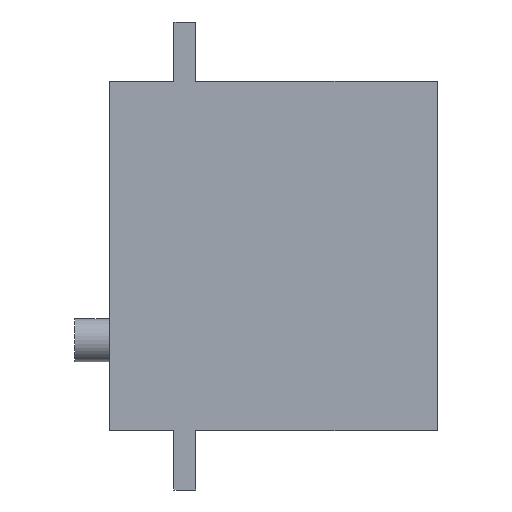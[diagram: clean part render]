
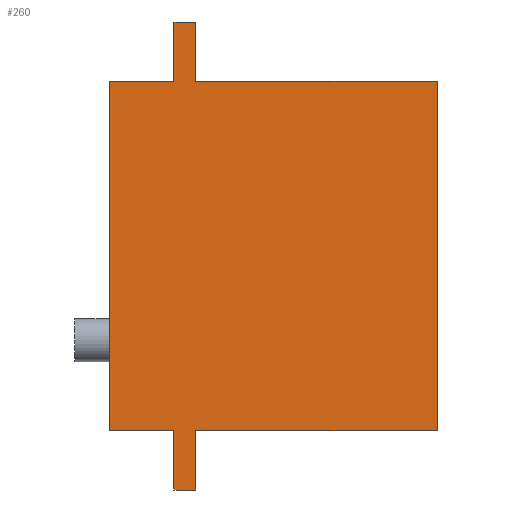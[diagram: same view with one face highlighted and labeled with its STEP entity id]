
A CAD part, left-side view. The second image highlights one B-rep face of the part: STEP entity #260.
In plain terms, the highlighted planar face has unit normal (-1, 0, 0).
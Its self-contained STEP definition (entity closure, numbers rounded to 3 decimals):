
#1=DIRECTION('',(0.,0.,1.));
#2=VECTOR('',#1,6.85);
#3=CARTESIAN_POINT('',(0.,16.5,-27.1));
#4=LINE('',#3,#2);
#5=DIRECTION('',(0.,1.,0.));
#6=VECTOR('',#5,7.5);
#7=CARTESIAN_POINT('',(0.,16.5,-20.25));
#8=LINE('',#7,#6);
#9=DIRECTION('',(0.,0.,1.));
#10=VECTOR('',#9,40.5);
#11=CARTESIAN_POINT('',(0.,24.,-20.25));
#12=LINE('',#11,#10);
#13=DIRECTION('',(0.,-1.,0.));
#14=VECTOR('',#13,7.5);
#15=CARTESIAN_POINT('',(0.,24.,20.25));
#16=LINE('',#15,#14);
#17=DIRECTION('',(0.,0.,1.));
#18=VECTOR('',#17,6.85);
#19=CARTESIAN_POINT('',(0.,16.5,20.25));
#20=LINE('',#19,#18);
#21=DIRECTION('',(0.,-1.,0.));
#22=VECTOR('',#21,2.5);
#23=CARTESIAN_POINT('',(0.,16.5,27.1));
#24=LINE('',#23,#22);
#25=DIRECTION('',(0.,0.,-1.));
#26=VECTOR('',#25,6.85);
#27=CARTESIAN_POINT('',(0.,14.,27.1));
#28=LINE('',#27,#26);
#29=DIRECTION('',(0.,-1.,0.));
#30=VECTOR('',#29,28.);
#31=CARTESIAN_POINT('',(0.,14.,20.25));
#32=LINE('',#31,#30);
#33=DIRECTION('',(0.,0.,-1.));
#34=VECTOR('',#33,40.5);
#35=CARTESIAN_POINT('',(0.,-14.,20.25));
#36=LINE('',#35,#34);
#37=DIRECTION('',(0.,1.,0.));
#38=VECTOR('',#37,28.);
#39=CARTESIAN_POINT('',(0.,-14.,-20.25));
#40=LINE('',#39,#38);
#41=DIRECTION('',(0.,0.,-1.));
#42=VECTOR('',#41,6.85);
#43=CARTESIAN_POINT('',(0.,14.,-20.25));
#44=LINE('',#43,#42);
#45=DIRECTION('',(0.,1.,0.));
#46=VECTOR('',#45,2.5);
#47=CARTESIAN_POINT('',(0.,14.,-27.1));
#48=LINE('',#47,#46);
#173=CARTESIAN_POINT('',(0.,-14.,20.25));
#174=CARTESIAN_POINT('',(0.,-14.,-20.25));
#175=VERTEX_POINT('',#173);
#176=VERTEX_POINT('',#174);
#189=CARTESIAN_POINT('',(0.,14.,-27.1));
#190=CARTESIAN_POINT('',(0.,16.5,-27.1));
#191=VERTEX_POINT('',#189);
#192=VERTEX_POINT('',#190);
#193=CARTESIAN_POINT('',(0.,16.5,27.1));
#194=CARTESIAN_POINT('',(0.,14.,27.1));
#195=VERTEX_POINT('',#193);
#196=VERTEX_POINT('',#194);
#197=CARTESIAN_POINT('',(0.,14.,-20.25));
#199=VERTEX_POINT('',#197);
#201=CARTESIAN_POINT('',(0.,14.,20.25));
#203=VERTEX_POINT('',#201);
#209=CARTESIAN_POINT('',(0.,24.,-20.25));
#210=CARTESIAN_POINT('',(0.,24.,20.25));
#211=VERTEX_POINT('',#209);
#212=VERTEX_POINT('',#210);
#213=CARTESIAN_POINT('',(0.,16.5,-20.25));
#215=VERTEX_POINT('',#213);
#217=CARTESIAN_POINT('',(0.,16.5,20.25));
#219=VERTEX_POINT('',#217);
#229=CARTESIAN_POINT('',(0.,0.,0.));
#230=DIRECTION('',(1.,0.,0.));
#231=DIRECTION('',(0.,0.,-1.));
#232=AXIS2_PLACEMENT_3D('',#229,#230,#231);
#233=PLANE('',#232);
#235=ORIENTED_EDGE('',*,*,#234,.T.);
#237=ORIENTED_EDGE('',*,*,#236,.T.);
#239=ORIENTED_EDGE('',*,*,#238,.T.);
#241=ORIENTED_EDGE('',*,*,#240,.T.);
#243=ORIENTED_EDGE('',*,*,#242,.T.);
#245=ORIENTED_EDGE('',*,*,#244,.T.);
#247=ORIENTED_EDGE('',*,*,#246,.T.);
#249=ORIENTED_EDGE('',*,*,#248,.T.);
#251=ORIENTED_EDGE('',*,*,#250,.T.);
#253=ORIENTED_EDGE('',*,*,#252,.T.);
#255=ORIENTED_EDGE('',*,*,#254,.T.);
#257=ORIENTED_EDGE('',*,*,#256,.T.);
#258=EDGE_LOOP('',(#235,#237,#239,#241,#243,#245,#247,#249,#251,#253,#255,
#257));
#259=FACE_OUTER_BOUND('',#258,.F.);
#260=ADVANCED_FACE('',(#259),#233,.F.);
#234=EDGE_CURVE('',#192,#215,#4,.T.);
#236=EDGE_CURVE('',#215,#211,#8,.T.);
#238=EDGE_CURVE('',#211,#212,#12,.T.);
#240=EDGE_CURVE('',#212,#219,#16,.T.);
#242=EDGE_CURVE('',#219,#195,#20,.T.);
#244=EDGE_CURVE('',#195,#196,#24,.T.);
#246=EDGE_CURVE('',#196,#203,#28,.T.);
#248=EDGE_CURVE('',#203,#175,#32,.T.);
#250=EDGE_CURVE('',#175,#176,#36,.T.);
#252=EDGE_CURVE('',#176,#199,#40,.T.);
#254=EDGE_CURVE('',#199,#191,#44,.T.);
#256=EDGE_CURVE('',#191,#192,#48,.T.);
